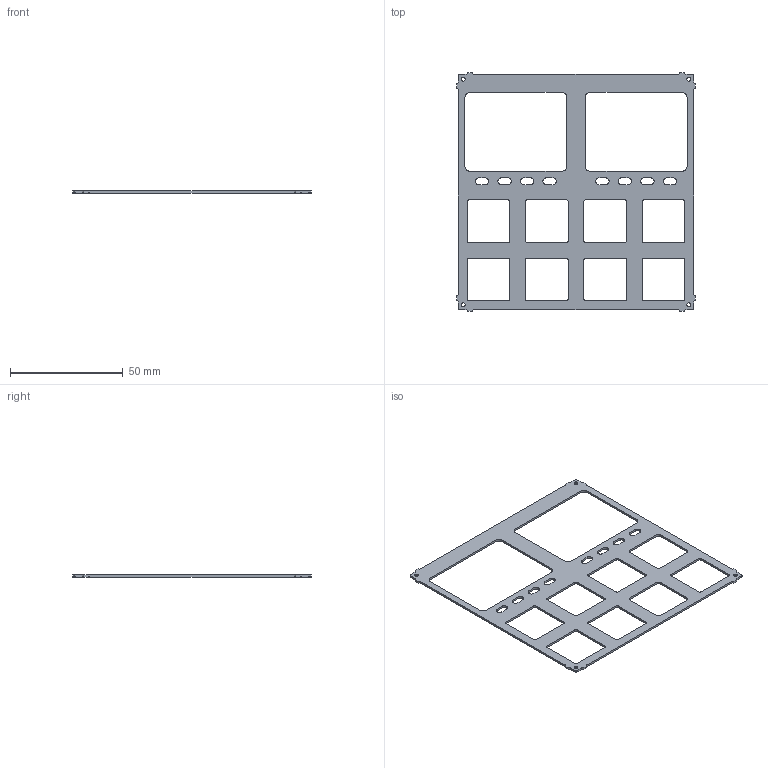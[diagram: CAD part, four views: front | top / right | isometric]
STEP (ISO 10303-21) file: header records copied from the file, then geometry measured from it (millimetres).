
FILE_DESCRIPTION(('KiCad electronic assembly'),'2;1');
FILE_NAME('FP-VSN2-3D.step','2026-01-12T20:24:34',('Pcbnew'),('Kicad'), 'Open CASCADE STEP processor 7.8','KiCad to STEP converter','Unknown' );
FILE_SCHEMA(('AUTOMOTIVE_DESIGN { 1 0 10303 214 1 1 1 1 }'));
Length unit declared in the file: millimetre
Products named in the file (2): FP-VSN2-3D 1; kibot_mhuq7mbw_PCB
Assembly tree (1 placements, depth 2):
  FP-VSN2-3D 1
    kibot_mhuq7mbw_PCB
Bounding box: 105.6 x 105.6 x 0.91 mm (x, y, z)
Volume: 4305.3 mm3; surface area: 10802.9 mm2
Topology: 1 solids, 1 shells, 206 faces, 612 edges, 408 vertices
Faces by surface type: cylinder 111, plane 95
Full cylindrical faces by diameter (mm): 1.75 x4
Entity records: 7103 total; most frequent: DIRECTION 1250, CARTESIAN_POINT 1228, ORIENTED_EDGE 1224, EDGE_CURVE 612, AXIS2_PLACEMENT_3D 430, VERTEX_POINT 408, LINE 390, VECTOR 390
